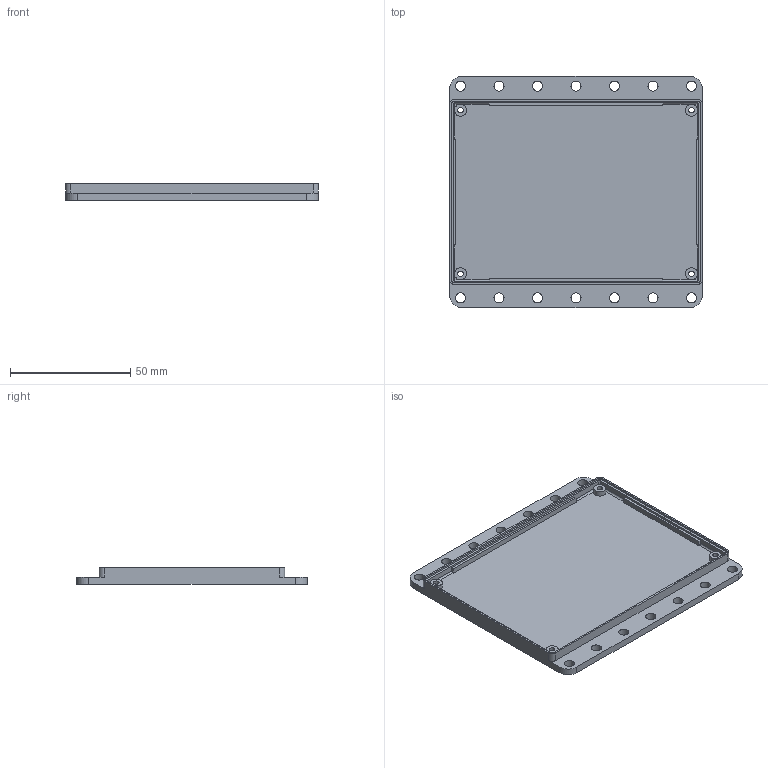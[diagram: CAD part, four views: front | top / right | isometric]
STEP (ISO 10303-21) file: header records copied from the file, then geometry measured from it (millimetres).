
FILE_DESCRIPTION(/* description */ (''),/* implementation_level */ '2;1');
FILE_NAME(/* name */ 'USBPDIST Base Housing.stp',/* time_stamp */ '2014-11-02T15:58:29-05:00',/* author */ ('Justin'),/* organization */ (''),/* preprocessor_version */ 'ST-DEVELOPER v15.6',/* originating_system */ 'Autodesk Inventor 2015',/* authorisation */ '');
FILE_SCHEMA (('CONFIG_CONTROL_DESIGN'));
Length unit declared in the file: millimetre
Products named in the file (1): USBPDIST Base Housing
Bounding box: 105 x 96 x 7 mm (x, y, z)
Volume: 31053.2 mm3; surface area: 24604.3 mm2
Topology: 1 solids, 1 shells, 107 faces, 294 edges, 188 vertices
Faces by surface type: cylinder 50, plane 49, cone 4, bspline 4
Full cylindrical faces by diameter (mm): 2.25 x4, 4.2 x14, 5 x4
Entity records: 3494 total; most frequent: CARTESIAN_POINT 760, DIRECTION 568, ORIENTED_EDGE 520, EDGE_CURVE 260, AXIS2_PLACEMENT_3D 212, VERTEX_POINT 184, EDGE_LOOP 172, LINE 144
